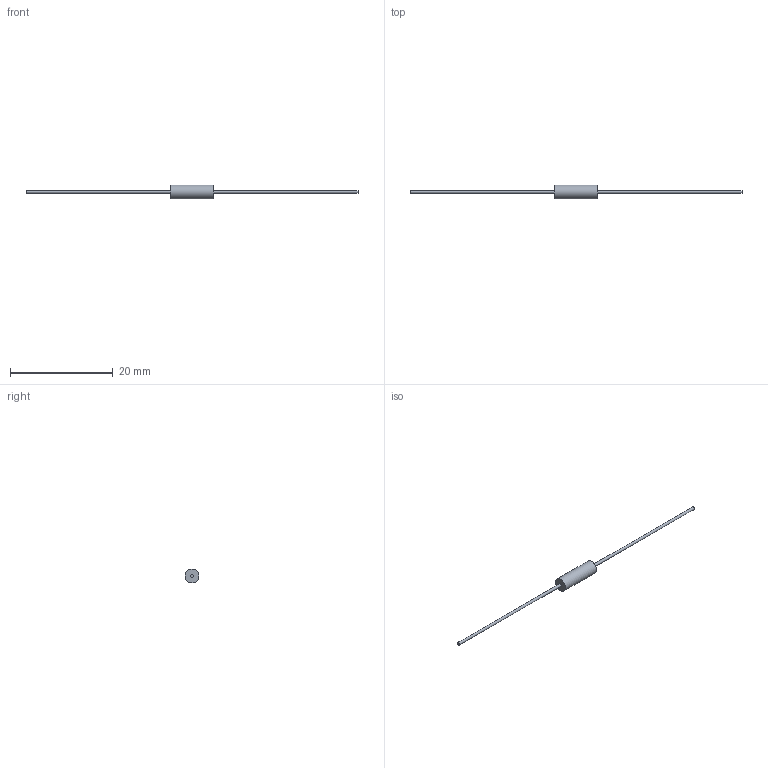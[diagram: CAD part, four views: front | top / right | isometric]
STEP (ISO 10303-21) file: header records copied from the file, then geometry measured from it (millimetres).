
FILE_DESCRIPTION(/* description */ (''),/* implementation_level */ '2;1');
FILE_NAME(/* name */ 'CF12.stp',/* time_stamp */ '2019-06-10T18:19:24-04:00',/* author */ ('mulla'),/* organization */ (''),/* preprocessor_version */ 'ST-DEVELOPER v16.1',/* originating_system */ 'Autodesk Inventor 2016',/* authorisation */ '');
FILE_SCHEMA (('AUTOMOTIVE_DESIGN { 1 0 10303 214 3 1 1 }'));
Length unit declared in the file: millimetre
Products named in the file (1): CF12
Bounding box: 64.5 x 2.7 x 2.7 mm (x, y, z)
Volume: 62 mm3; surface area: 181.3 mm2
Topology: 3 solids, 3 shells, 9 faces, 9 edges, 6 vertices
Faces by surface type: plane 6, cylinder 3
Full cylindrical faces by diameter (mm): 0.55 x2, 2.7 x1
Entity records: 186 total; most frequent: DIRECTION 32, CARTESIAN_POINT 22, AXIS2_PLACEMENT_3D 16, EDGE_LOOP 12, ORIENTED_EDGE 12, FACE_OUTER_BOUND 9, ADVANCED_FACE 9, PLANE 6
